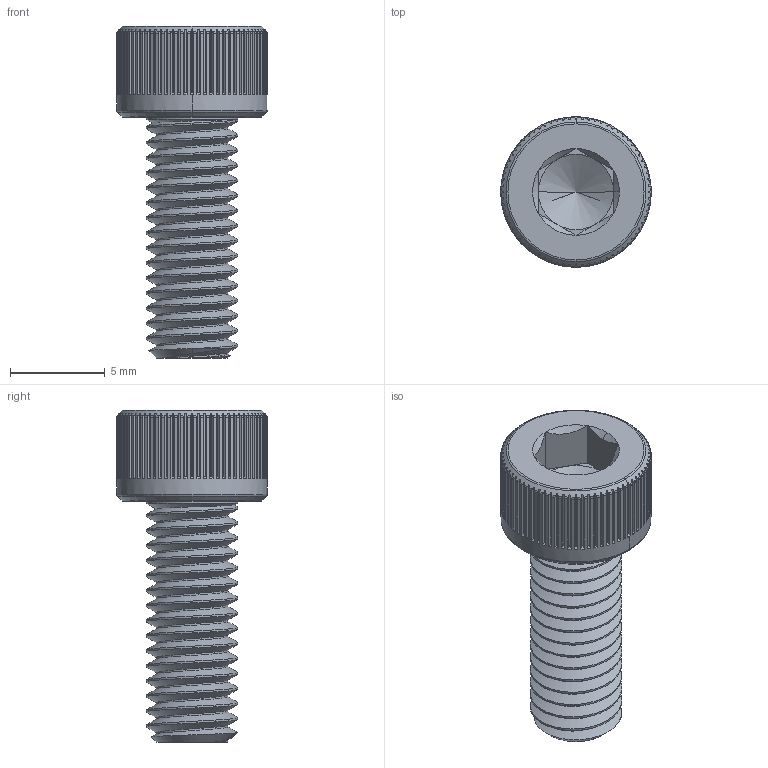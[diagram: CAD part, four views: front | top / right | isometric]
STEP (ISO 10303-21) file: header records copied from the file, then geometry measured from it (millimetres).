
FILE_DESCRIPTION (( 'STEP AP214' ), '1' );
FILE_NAME ('am-1002 10-32 x 0500 SHCS.STEP', '2023-07-26T15:54:56', ( '' ), ( '' ), 'SwSTEP 2.0', 'SolidWorks 2022', '' );
FILE_SCHEMA (( 'AUTOMOTIVE_DESIGN' ));
Length unit declared in the file: inch
Products named in the file (1): am-1002 10-32 x 0500 SHCS
Bounding box: 7.94 x 7.94 x 17.53 mm (x, y, z)
Volume: 382.5 mm3; surface area: 572.1 mm2
Topology: 1 solids, 1 shells, 437 faces, 1270 edges, 835 vertices
Faces by surface type: plane 159, cylinder 106, cone 91, torus 78, bspline 3
Entity records: 21402 total; most frequent: CARTESIAN_POINT 10985, ORIENTED_EDGE 2536, DIRECTION 1737, EDGE_CURVE 1268, VERTEX_POINT 835, AXIS2_PLACEMENT_3D 693, B_SPLINE_CURVE_WITH_KNOTS 595, EDGE_LOOP 439
